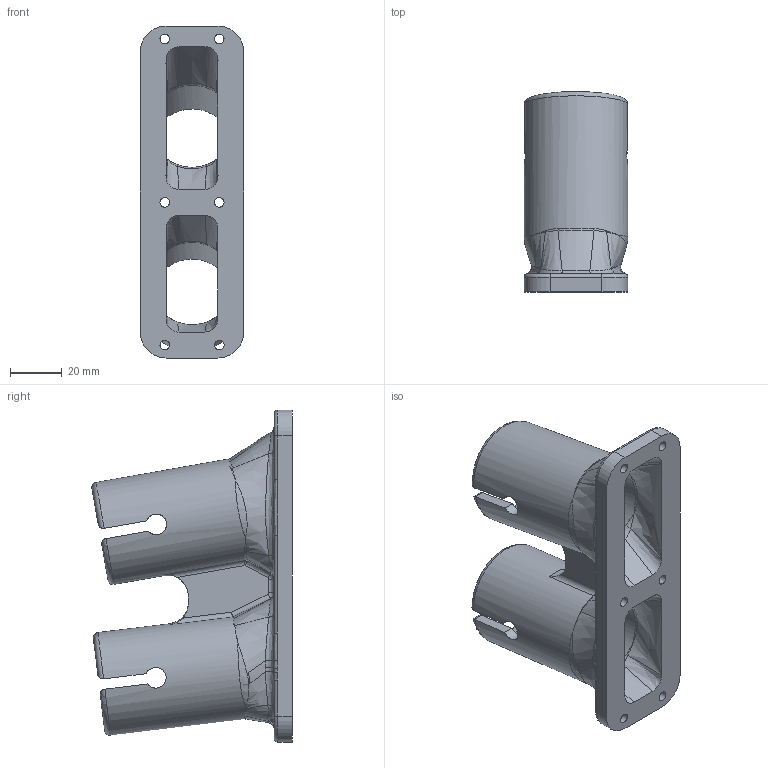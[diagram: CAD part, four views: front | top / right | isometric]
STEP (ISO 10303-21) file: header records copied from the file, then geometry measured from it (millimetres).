
FILE_DESCRIPTION(/* description */ (''),/* implementation_level */ '2;1');
FILE_NAME(/* name */ 'Aladdin_00287_09_v5_AttaccoTubiInclinati.stp',/* time_stamp */ '2024-10-02T16:42:29+02:00',/* author */ (''),/* organization */ (''),/* preprocessor_version */ 'ST-DEVELOPER v19.4',/* originating_system */ 'SIEMENS PLM Software NX2306.9102',/* authorisation */ '');
FILE_SCHEMA (('AUTOMOTIVE_DESIGN { 1 0 10303 214 3 1 1 1 }'));
Length unit declared in the file: millimetre
Products named in the file (1): 00000287_Assy_v2_objects
Bounding box: 40 x 77.25 x 128 mm (x, y, z)
Volume: 85569.1 mm3; surface area: 41864 mm2
Topology: 1 solids, 1 shells, 221 faces, 646 edges, 414 vertices
Faces by surface type: bspline 140, cylinder 43, plane 24, torus 12, sphere 2
Full cylindrical faces by diameter (mm): 3.7 x6, 32 x2, 40 x2
Entity records: 22043 total; most frequent: CARTESIAN_POINT 17621, ORIENTED_EDGE 1230, EDGE_CURVE 615, B_SPLINE_CURVE_WITH_KNOTS 446, DIRECTION 415, VERTEX_POINT 404, EDGE_LOOP 245, ADVANCED_FACE 221
